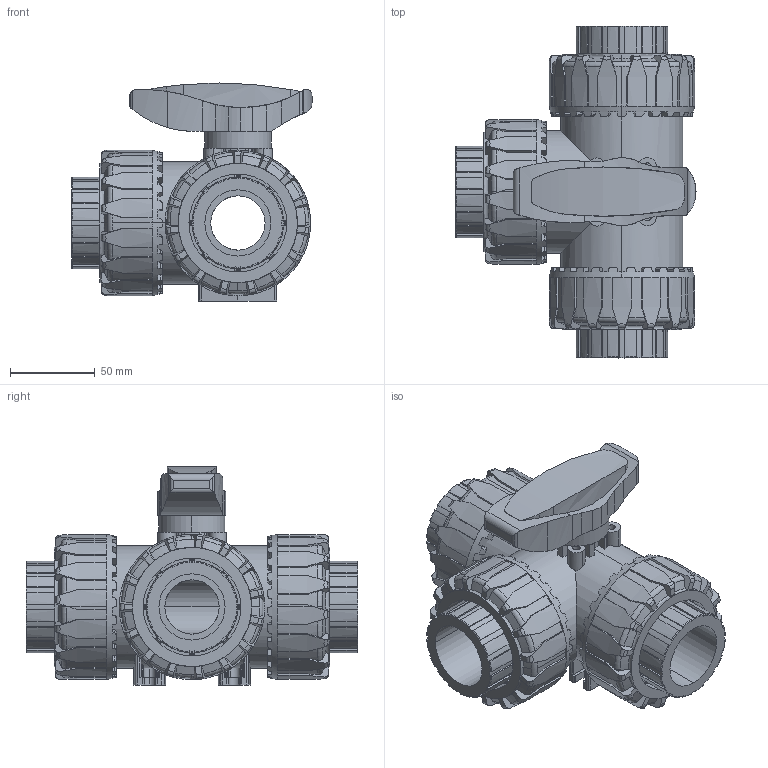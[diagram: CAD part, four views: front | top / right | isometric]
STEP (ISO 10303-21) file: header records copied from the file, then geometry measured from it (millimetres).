
FILE_DESCRIPTION(('STEP AP214'),'1');
FILE_NAME('tkdfm114e.stp','2018-03-06T13:01:52',('TraceParts'),('TraceParts S.A.'),'Spatial InterOp 3D',' ',' ');
FILE_SCHEMA(('automotive_design'));
Length unit declared in the file: millimetre
Products named in the file (8): tkdfm114e_1; tkdfm114e_2; tkdfm114e_3; tkdfm114e_4; tkdfm114e_5; tkdfm114e_6; tkdfm114e_7; tkdfm114e_8
Bounding box: 141.51 x 195.61 x 128.52 mm (x, y, z)
Volume: 1002008.2 mm3; surface area: 200495.6 mm2
Topology: 8 solids, 8 shells, 1669 faces, 4876 edges, 3236 vertices
Faces by surface type: plane 923, cylinder 593, torus 99, cone 54
Entity records: 71500 total; most frequent: CARTESIAN_POINT 12736, DIRECTION 9883, ORIENTED_EDGE 9752, EDGE_CURVE 4876, AXIS2_PLACEMENT_3D 3852, VERTEX_POINT 3236, LINE 2179, VECTOR 2179
